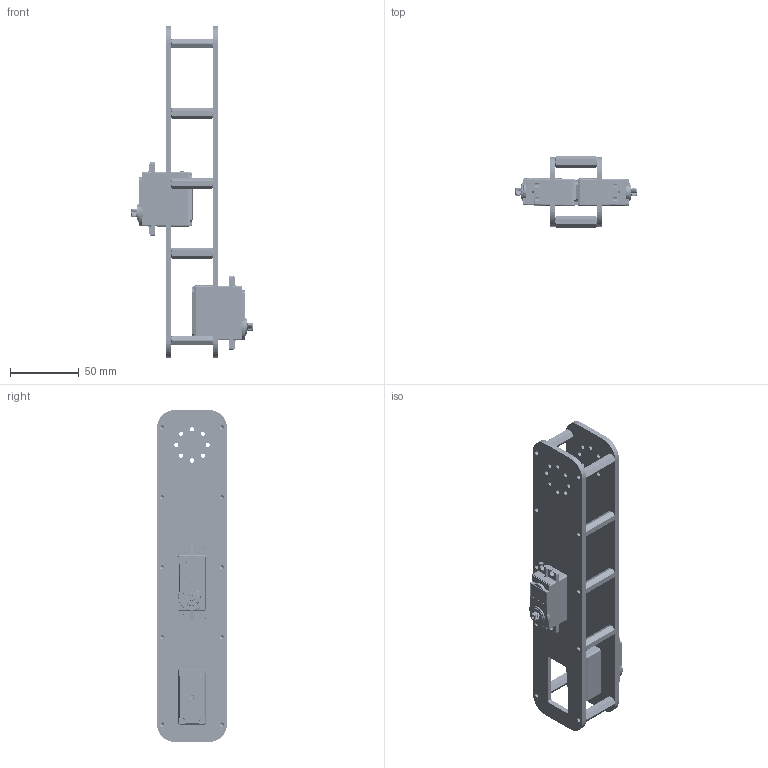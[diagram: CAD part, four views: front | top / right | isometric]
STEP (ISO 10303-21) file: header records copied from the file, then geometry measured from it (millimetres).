
FILE_DESCRIPTION(/* description */ (''),/* implementation_level */ '2;1');
FILE_NAME(/* name */ 'Arm3.stp',/* time_stamp */ '2024-08-01T21:19:46-04:00',/* author */ ('Preston'),/* organization */ (''),/* preprocessor_version */ 'ST-DEVELOPER v19.2',/* originating_system */ 'Autodesk Inventor 2024',/* authorisation */ '');
FILE_SCHEMA (('AUTOMOTIVE_DESIGN { 1 0 10303 214 3 1 1 }'));
Products named in the file (4): Arm3; ARM3SMALL; 1516-4008-0300; Default
Assembly tree (14 placements, depth 2):
  Arm3
    ARM3SMALL  x2
    1516-4008-0300  x10
    Default  x2
Bounding box: 88.15 x 51.36 x 241.3 mm (x, y, z)
Volume: 116937.6 mm3; surface area: 90615.2 mm2
Topology: 24 solids, 26 shells, 2746 faces, 7758 edges, 5218 vertices
Faces by surface type: cylinder 1458, plane 718, cone 266, bspline 264, torus 24, sphere 16
Full cylindrical faces by diameter (mm): 1.6 x4, 1.7 x8, 2.2 x8, 2.5 x66, 3.048 x36, 3.3 x268, 3.5 x6, 4 x240, 5.26 x2, 6 x2, 6.05 x2, 7 x2, 8 x4, 10 x4, 10.9 x2, 11.6 x2, 12.9 x2
Entity records: 52513 total; most frequent: CARTESIAN_POINT 27157, ORIENTED_EDGE 5556, DIRECTION 4930, EDGE_CURVE 2778, AXIS2_PLACEMENT_3D 1843, VERTEX_POINT 1820, LINE 1244, VECTOR 1244
